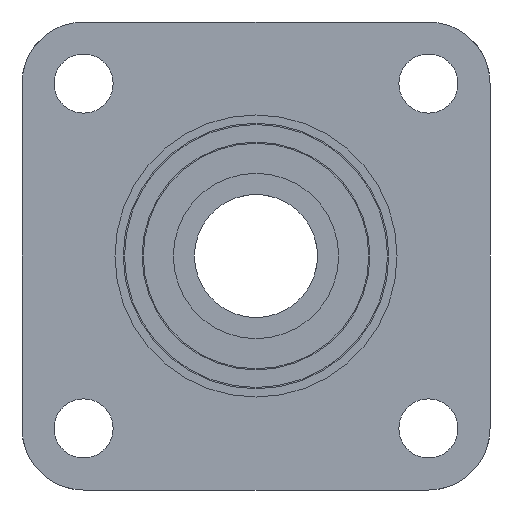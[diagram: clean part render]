
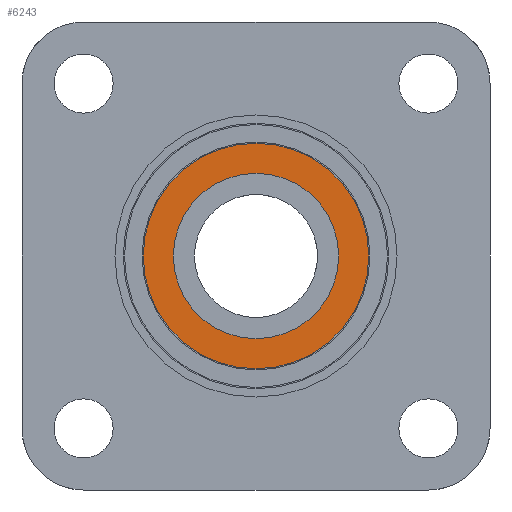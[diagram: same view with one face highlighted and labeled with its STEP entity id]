
A CAD part, front view. The second image highlights one B-rep face of the part: STEP entity #6243.
In plain terms, the highlighted planar face has unit normal (0, -1, 0).
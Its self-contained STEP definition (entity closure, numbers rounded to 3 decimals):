
#150 = CIRCLE ( 'NONE', #8033, 16.784 ) ;
#232 = EDGE_LOOP ( 'NONE', ( #3050, #10317 ) ) ;
#1362 = VERTEX_POINT ( 'NONE', #12581 ) ;
#1408 = DIRECTION ( 'NONE',  ( 1., 0., 0. ) ) ;
#1527 = CIRCLE ( 'NONE', #8367, 22.891 ) ;
#2148 = DIRECTION ( 'NONE',  ( 1., 0., 0. ) ) ;
#2458 = CIRCLE ( 'NONE', #2898, 22.891 ) ;
#2477 = AXIS2_PLACEMENT_3D ( 'NONE', #8999, #5815, #5872 ) ;
#2534 = EDGE_CURVE ( 'NONE', #1362, #8234, #11534, .T. ) ;
#2898 = AXIS2_PLACEMENT_3D ( 'NONE', #6252, #8381, #3305 ) ;
#3050 = ORIENTED_EDGE ( 'NONE', *, *, #9364, .F. ) ;
#3305 = DIRECTION ( 'NONE',  ( 1., 0., 0. ) ) ;
#3397 = DIRECTION ( 'NONE',  ( 0., 1., 0. ) ) ;
#4047 = CARTESIAN_POINT ( 'NONE',  ( 0., 7.14, 0. ) ) ;
#4089 = FACE_OUTER_BOUND ( 'NONE', #232, .T. ) ;
#4440 = DIRECTION ( 'NONE',  ( 0., 1., 0. ) ) ;
#5174 = FACE_BOUND ( 'NONE', #8773, .T. ) ;
#5815 = DIRECTION ( 'NONE',  ( 0., -1., 0. ) ) ;
#5872 = DIRECTION ( 'NONE',  ( 0., 0., -1. ) ) ;
#6243 = ADVANCED_FACE ( 'NONE', ( #5174, #4089 ), #8166, .T. ) ;
#6252 = CARTESIAN_POINT ( 'NONE',  ( 0., 7.14, 0. ) ) ;
#6263 = ORIENTED_EDGE ( 'NONE', *, *, #2534, .T. ) ;
#6411 = CARTESIAN_POINT ( 'NONE',  ( -22.891, 7.14, 0. ) ) ;
#7126 = EDGE_CURVE ( 'NONE', #8234, #1362, #150, .T. ) ;
#7173 = VERTEX_POINT ( 'NONE', #12879 ) ;
#7294 = AXIS2_PLACEMENT_3D ( 'NONE', #7996, #4440, #10244 ) ;
#7996 = CARTESIAN_POINT ( 'NONE',  ( 0., 7.14, 0. ) ) ;
#8033 = AXIS2_PLACEMENT_3D ( 'NONE', #4047, #11618, #1408 ) ;
#8166 = PLANE ( 'NONE',  #2477 ) ;
#8234 = VERTEX_POINT ( 'NONE', #11207 ) ;
#8283 = EDGE_CURVE ( 'NONE', #7173, #10703, #1527, .T. ) ;
#8367 = AXIS2_PLACEMENT_3D ( 'NONE', #12595, #3397, #2148 ) ;
#8381 = DIRECTION ( 'NONE',  ( 0., 1., 0. ) ) ;
#8763 = ORIENTED_EDGE ( 'NONE', *, *, #7126, .T. ) ;
#8773 = EDGE_LOOP ( 'NONE', ( #8763, #6263 ) ) ;
#8999 = CARTESIAN_POINT ( 'NONE',  ( -22.891, 7.14, 0. ) ) ;
#9364 = EDGE_CURVE ( 'NONE', #10703, #7173, #2458, .T. ) ;
#10244 = DIRECTION ( 'NONE',  ( 1., 0., 0. ) ) ;
#10317 = ORIENTED_EDGE ( 'NONE', *, *, #8283, .F. ) ;
#10703 = VERTEX_POINT ( 'NONE', #6411 ) ;
#11207 = CARTESIAN_POINT ( 'NONE',  ( -16.784, 7.14, 0. ) ) ;
#11534 = CIRCLE ( 'NONE', #7294, 16.784 ) ;
#11618 = DIRECTION ( 'NONE',  ( 0., 1., 0. ) ) ;
#12581 = CARTESIAN_POINT ( 'NONE',  ( 16.784, 7.14, 0. ) ) ;
#12595 = CARTESIAN_POINT ( 'NONE',  ( 0., 7.14, 0. ) ) ;
#12879 = CARTESIAN_POINT ( 'NONE',  ( 22.891, 7.14, 0. ) ) ;
